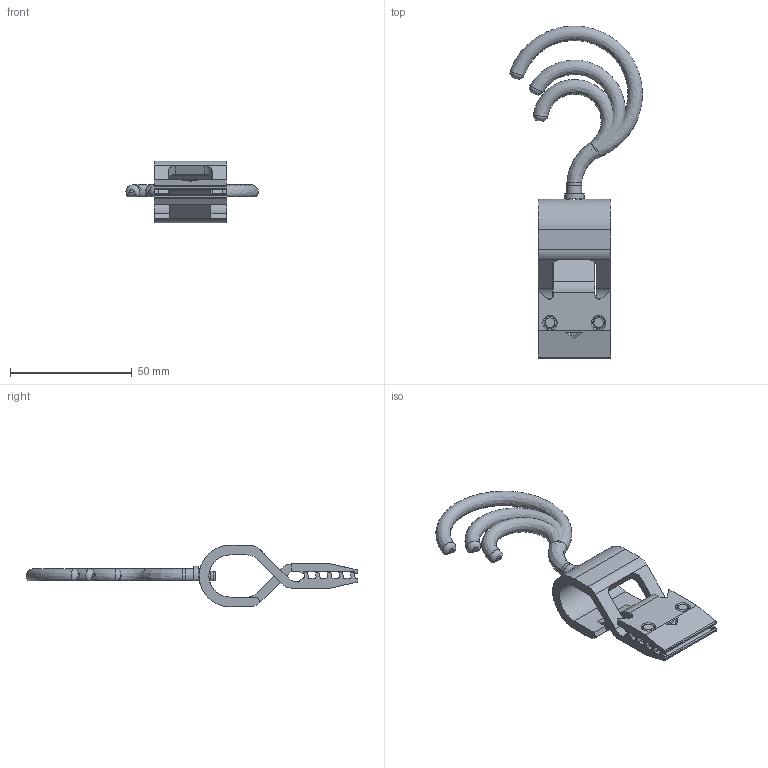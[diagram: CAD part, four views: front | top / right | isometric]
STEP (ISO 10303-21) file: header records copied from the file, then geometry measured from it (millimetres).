
FILE_DESCRIPTION(/* description */ (''),/* implementation_level */ '2;1');
FILE_NAME(/* name */ 'filmDigitizer_135_holderHJook-35mm',/* time_stamp */ '2023-11-23T16:52:16-05:00',/* author */ ('George Moua'),/* organization */ ('Archive 663'),/* preprocessor_version */ 'ST-DEVELOPER v16.7',/* originating_system */ 'Solid Edge',/* authorisation */ 'Unknown');
FILE_SCHEMA (('AUTOMOTIVE_DESIGN {1 0 10303 214 3 1 1}'));
Length unit declared in the file: millimetre
Products named in the file (5): filmDigitizer_135_holder; filmDigitizer_135_holderBody; filmDigitizer_135_holderHook-25mm; filmDigitizer_135_holderHook-50mm; filmDigitizer_135_holderHook-35mm
Assembly tree (4 placements, depth 2):
  filmDigitizer_135_holder
    filmDigitizer_135_holderBody
    filmDigitizer_135_holderHook-25mm
    filmDigitizer_135_holderHook-50mm
    filmDigitizer_135_holderHook-35mm
Bounding box: 54.45 x 136.51 x 25.36 mm (x, y, z)
Volume: 21263.7 mm3; surface area: 15526.6 mm2
Topology: 4 solids, 4 shells, 231 faces, 667 edges, 446 vertices
Faces by surface type: plane 133, cylinder 77, bspline 11, cone 10
Full cylindrical faces by diameter (mm): 6.2 x1
Entity records: 8994 total; most frequent: CARTESIAN_POINT 2819, ORIENTED_EDGE 1320, DIRECTION 1204, EDGE_CURVE 660, VERTEX_POINT 445, LINE 436, VECTOR 436, AXIS2_PLACEMENT_3D 384
